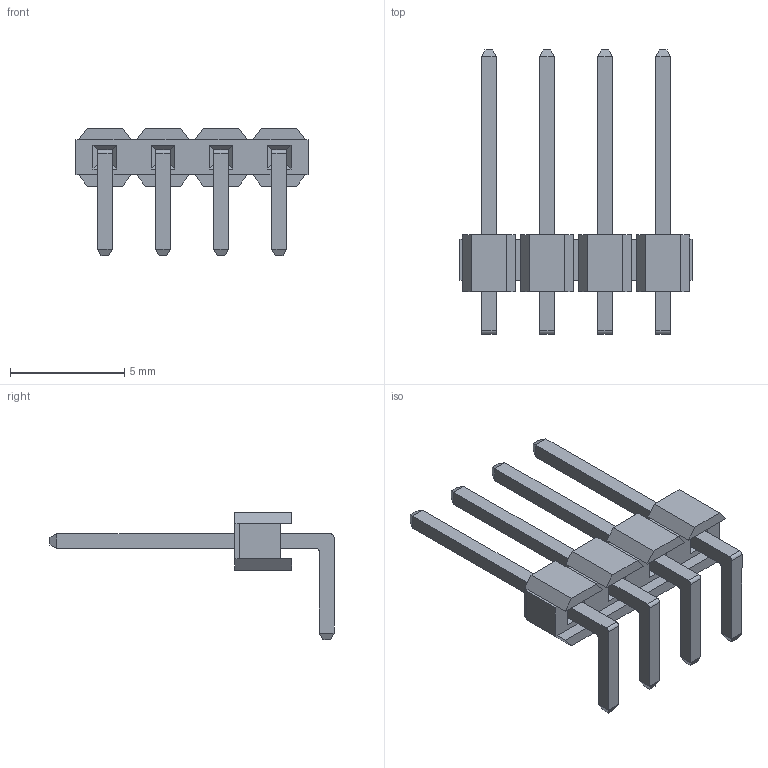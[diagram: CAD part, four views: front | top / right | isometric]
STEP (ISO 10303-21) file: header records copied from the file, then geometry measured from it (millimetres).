
FILE_DESCRIPTION (( 'STEP AP203' ), '1' );
FILE_NAME ('_ _ _C004SGAN-M71RC.STEP', '2017-07-28T06:00:46', ( 'LUANN HERRING' ), ( 'SULLINS' ), 'SwSTEP 2.0', 'SolidWorks 2016', '' );
FILE_SCHEMA (( 'CONFIG_CONTROL_DESIGN' ));
Length unit declared in the file: inch
Products named in the file (2): _ _ _C004SGAN-M71RC
Bounding box: 10.16 x 12.42 x 5.59 mm (x, y, z)
Volume: 73.2 mm3; surface area: 307.4 mm2
Topology: 5 solids, 5 shells, 174 faces, 412 edges, 248 vertices
Faces by surface type: plane 166, cylinder 8
Entity records: 4977 total; most frequent: CARTESIAN_POINT 836, ORIENTED_EDGE 824, DIRECTION 780, EDGE_CURVE 412, VECTOR 396, LINE 396, VERTEX_POINT 248, AXIS2_PLACEMENT_3D 192
